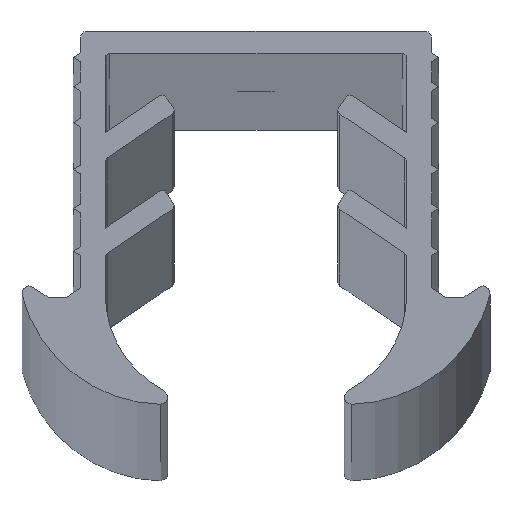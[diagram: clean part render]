
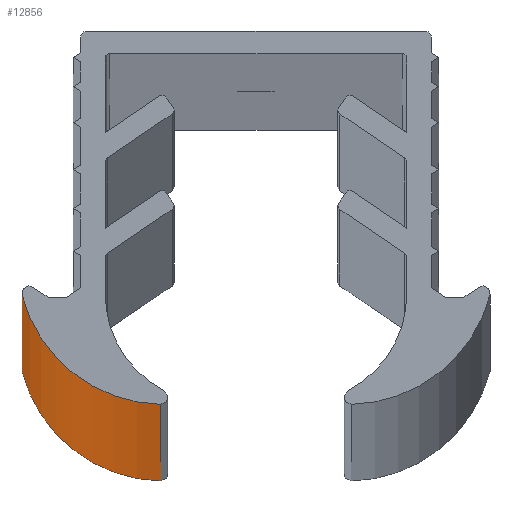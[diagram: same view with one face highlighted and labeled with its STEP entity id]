
A CAD part, top view. The second image highlights one B-rep face of the part: STEP entity #12856.
In plain terms, the highlighted cylindrical face has radius 10 mm (diameter 20 mm), a partial arc.
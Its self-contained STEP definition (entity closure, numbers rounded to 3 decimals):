
#546 = VECTOR ( 'NONE', #3788, 1000. ) ;
#592 = CARTESIAN_POINT ( 'NONE',  ( -15.984, -18.026, -1500. ) ) ;
#731 = DIRECTION ( 'NONE',  ( -1., 0., 0. ) ) ;
#1997 = ORIENTED_EDGE ( 'NONE', *, *, #17899, .T. ) ;
#2542 = LINE ( 'NONE', #17651, #16903 ) ;
#3661 = DIRECTION ( 'NONE',  ( 0., 0., 1. ) ) ;
#3788 = DIRECTION ( 'NONE',  ( 0., 0., -1. ) ) ;
#3946 = DIRECTION ( 'NONE',  ( 0., 0., 1. ) ) ;
#4388 = ORIENTED_EDGE ( 'NONE', *, *, #8600, .F. ) ;
#4772 = ORIENTED_EDGE ( 'NONE', *, *, #13543, .F. ) ;
#5522 = ORIENTED_EDGE ( 'NONE', *, *, #15508, .T. ) ;
#6092 = AXIS2_PLACEMENT_3D ( 'NONE', #9424, #15001, #731 ) ;
#6258 = CIRCLE ( 'NONE', #11670, 10. ) ;
#8203 = VERTEX_POINT ( 'NONE', #18425 ) ;
#8600 = EDGE_CURVE ( 'NONE', #11103, #15771, #9338, .T. ) ;
#9231 = CIRCLE ( 'NONE', #10829, 10. ) ;
#9338 = LINE ( 'NONE', #15399, #546 ) ;
#9424 = CARTESIAN_POINT ( 'NONE',  ( -6.308, -15.502, 1500. ) ) ;
#10247 = CARTESIAN_POINT ( 'NONE',  ( -6.51, -25.5, 1500. ) ) ;
#10829 = AXIS2_PLACEMENT_3D ( 'NONE', #11293, #3946, #14114 ) ;
#11103 = VERTEX_POINT ( 'NONE', #10247 ) ;
#11293 = CARTESIAN_POINT ( 'NONE',  ( -6.308, -15.502, 1500. ) ) ;
#11605 = VERTEX_POINT ( 'NONE', #592 ) ;
#11670 = AXIS2_PLACEMENT_3D ( 'NONE', #16386, #3661, #14878 ) ;
#12856 = ADVANCED_FACE ( 'NONE', ( #17772 ), #15091, .T. ) ;
#12952 = CARTESIAN_POINT ( 'NONE',  ( -6.51, -25.5, -1500. ) ) ;
#13543 = EDGE_CURVE ( 'NONE', #8203, #11103, #9231, .T. ) ;
#14114 = DIRECTION ( 'NONE',  ( 1., 0., 0. ) ) ;
#14779 = DIRECTION ( 'NONE',  ( 0., 0., -1. ) ) ;
#14878 = DIRECTION ( 'NONE',  ( 1., 0., 0. ) ) ;
#15001 = DIRECTION ( 'NONE',  ( 0., 0., -1. ) ) ;
#15091 = CYLINDRICAL_SURFACE ( 'NONE', #6092, 10. ) ;
#15399 = CARTESIAN_POINT ( 'NONE',  ( -6.51, -25.5, 1500. ) ) ;
#15508 = EDGE_CURVE ( 'NONE', #11605, #15771, #6258, .T. ) ;
#15771 = VERTEX_POINT ( 'NONE', #12952 ) ;
#16386 = CARTESIAN_POINT ( 'NONE',  ( -6.308, -15.502, -1500. ) ) ;
#16903 = VECTOR ( 'NONE', #14779, 1000. ) ;
#17651 = CARTESIAN_POINT ( 'NONE',  ( -15.984, -18.026, 1500. ) ) ;
#17718 = EDGE_LOOP ( 'NONE', ( #5522, #4388, #4772, #1997 ) ) ;
#17772 = FACE_OUTER_BOUND ( 'NONE', #17718, .T. ) ;
#17899 = EDGE_CURVE ( 'NONE', #8203, #11605, #2542, .T. ) ;
#18425 = CARTESIAN_POINT ( 'NONE',  ( -15.984, -18.026, 1500. ) ) ;
